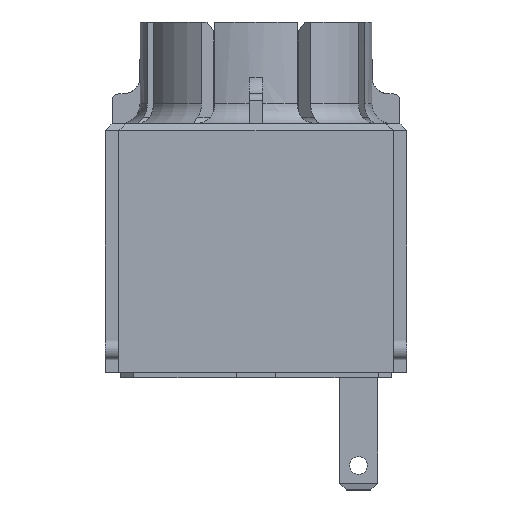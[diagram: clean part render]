
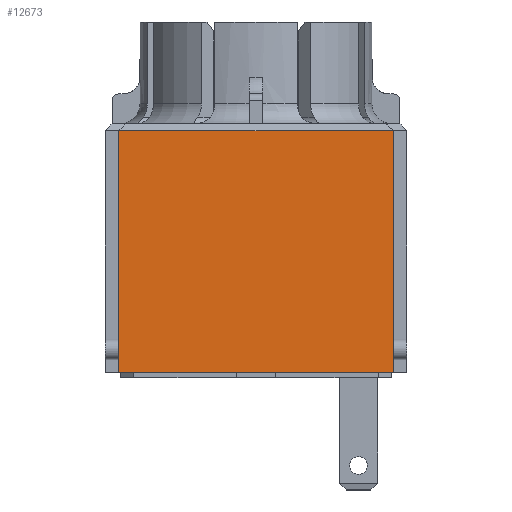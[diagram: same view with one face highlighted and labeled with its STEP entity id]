
A CAD part, front view. The second image highlights one B-rep face of the part: STEP entity #12673.
In plain terms, the highlighted planar face has unit normal (0, -1, 0).
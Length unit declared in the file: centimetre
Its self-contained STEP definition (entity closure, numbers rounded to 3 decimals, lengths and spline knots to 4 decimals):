
#1283=FACE_OUTER_BOUND($,#1989,.T.);
#1989=EDGE_LOOP($,(#9710,#9711,#9712,#9713,#9714,#9715));
#2628=LINE($,#16570,#3905);
#2967=LINE($,#18238,#4244);
#2993=LINE($,#18292,#4270);
#2994=LINE($,#18294,#4271);
#2996=LINE($,#18320,#4273);
#2997=LINE($,#18321,#4274);
#3905=VECTOR($,#13974,2.02);
#4244=VECTOR($,#14847,2.02);
#4270=VECTOR($,#14905,1.611);
#4271=VECTOR($,#14908,0.169);
#4273=VECTOR($,#14952,0.169);
#4274=VECTOR($,#14953,1.611);
#5164=VERTEX_POINT($,#16567);
#5165=VERTEX_POINT($,#16569);
#5182=VERTEX_POINT($,#16619);
#5487=VERTEX_POINT($,#18236);
#5499=VERTEX_POINT($,#18291);
#5501=VERTEX_POINT($,#18310);
#6460=EDGE_CURVE($,#5165,#5164,#2628,.T.);
#6979=EDGE_CURVE($,#5487,#5182,#2967,.T.);
#7007=EDGE_CURVE($,#5499,#5182,#2993,.T.);
#7009=EDGE_CURVE($,#5164,#5499,#2994,.T.);
#7019=EDGE_CURVE($,#5165,#5501,#2996,.T.);
#7020=EDGE_CURVE($,#5501,#5487,#2997,.T.);
#9710=ORIENTED_EDGE($,*,*,#6979,.F.);
#9711=ORIENTED_EDGE($,*,*,#7020,.F.);
#9712=ORIENTED_EDGE($,*,*,#7019,.F.);
#9713=ORIENTED_EDGE($,*,*,#6460,.T.);
#9714=ORIENTED_EDGE($,*,*,#7009,.T.);
#9715=ORIENTED_EDGE($,*,*,#7007,.T.);
#12209=PLANE($,#13474);
#12673=ADVANCED_FACE($,(#1283),#12209,.T.);
#13474=AXIS2_PLACEMENT_3D($,#18435,#15085,#15086);
#13974=DIRECTION($,(1.,0.,0.));
#14847=DIRECTION($,(1.,0.,0.));
#14905=DIRECTION($,(0.,0.,1.));
#14908=DIRECTION($,(0.,0.,1.));
#14952=DIRECTION($,(0.,0.,1.));
#14953=DIRECTION($,(0.,0.,1.));
#15085=DIRECTION('center_axis',(0.,-1.,0.));
#15086=DIRECTION('ref_axis',(0.,0.,-1.));
#16567=CARTESIAN_POINT('',(0.4641,0.1617,-0.5263));
#16569=CARTESIAN_POINT('',(-1.5559,0.1617,-0.5263));
#16570=CARTESIAN_POINT($,(-1.5559,0.1617,-0.5263));
#16619=CARTESIAN_POINT('',(0.4641,0.1617,1.2537));
#18236=CARTESIAN_POINT('',(-1.5559,0.1617,1.2537));
#18238=CARTESIAN_POINT($,(-0.5459,0.1617,1.2537));
#18291=CARTESIAN_POINT('',(0.4641,0.1617,-0.3573));
#18292=CARTESIAN_POINT($,(0.4641,0.1617,-0.5263));
#18294=CARTESIAN_POINT($,(0.4641,0.1617,-0.5263));
#18310=CARTESIAN_POINT('',(-1.5559,0.1617,-0.3573));
#18320=CARTESIAN_POINT($,(-1.5559,0.1617,-0.5263));
#18321=CARTESIAN_POINT($,(-1.5559,0.1617,-0.5263));
#18435=CARTESIAN_POINT('Origin',(-0.5459,0.1617,-0.5263));
